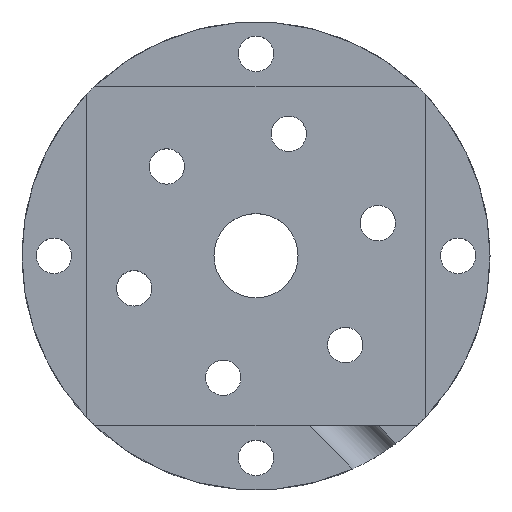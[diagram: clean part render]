
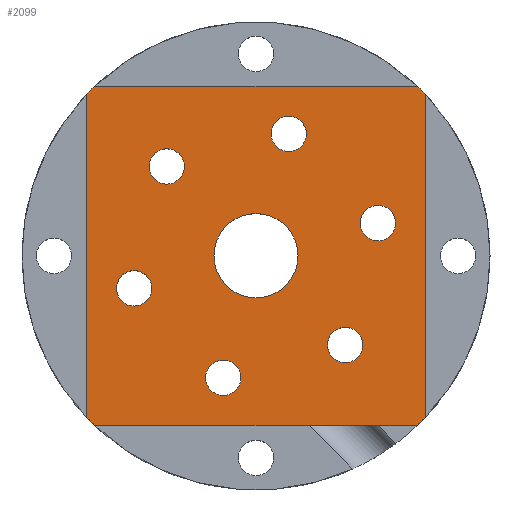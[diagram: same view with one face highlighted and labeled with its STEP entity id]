
A CAD part, top view. The second image highlights one B-rep face of the part: STEP entity #2099.
In plain terms, the highlighted planar face has unit normal (0, 0, 1).
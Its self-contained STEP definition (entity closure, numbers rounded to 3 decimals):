
#398=CARTESIAN_POINT('Vertex',(20.15,19.152,23.8)) ;
#401=CARTESIAN_POINT('Line Origine',(20.15,0.,23.8)) ;
#405=CARTESIAN_POINT('Vertex',(20.15,-19.152,23.8)) ;
#425=CARTESIAN_POINT('Line Origine',(0.,20.15,23.8)) ;
#429=CARTESIAN_POINT('Vertex',(19.152,20.15,23.8)) ;
#431=CARTESIAN_POINT('Vertex',(-19.152,20.15,23.8)) ;
#460=CARTESIAN_POINT('Vertex',(-20.15,-19.152,23.8)) ;
#463=CARTESIAN_POINT('Line Origine',(-20.15,0.,23.8)) ;
#467=CARTESIAN_POINT('Vertex',(-20.15,19.152,23.8)) ;
#504=CARTESIAN_POINT('Axis2P3D Location',(0.,0.,23.8)) ;
#509=CARTESIAN_POINT('Axis2P3D Location',(0.,0.,23.8)) ;
#850=CARTESIAN_POINT('Vertex',(5.,0.,23.8)) ;
#864=CARTESIAN_POINT('Vertex',(-5.,0.,23.8)) ;
#867=CARTESIAN_POINT('Axis2P3D Location',(0.,0.,23.8)) ;
#884=CARTESIAN_POINT('Axis2P3D Location',(0.,0.,23.8)) ;
#1953=CARTESIAN_POINT('Axis2P3D Location',(0.,0.,23.8)) ;
#1958=CARTESIAN_POINT('Axis2P3D Location',(0.,0.,23.8)) ;
#1962=CARTESIAN_POINT('Vertex',(-19.152,-20.15,23.8)) ;
#1965=CARTESIAN_POINT('Line Origine',(0.,-20.15,23.8)) ;
#1969=CARTESIAN_POINT('Vertex',(19.152,-20.15,23.8)) ;
#1972=CARTESIAN_POINT('Axis2P3D Location',(0.,0.,23.8)) ;
#1987=CARTESIAN_POINT('Axis2P3D Location',(-10.607,10.607,23.8)) ;
#1991=CARTESIAN_POINT('Vertex',(-12.707,10.607,23.8)) ;
#1993=CARTESIAN_POINT('Vertex',(-8.507,10.607,23.8)) ;
#1996=CARTESIAN_POINT('Axis2P3D Location',(-10.607,10.607,23.8)) ;
#2005=CARTESIAN_POINT('Axis2P3D Location',(10.607,-10.607,23.8)) ;
#2009=CARTESIAN_POINT('Vertex',(12.707,-10.607,23.8)) ;
#2011=CARTESIAN_POINT('Vertex',(8.507,-10.607,23.8)) ;
#2014=CARTESIAN_POINT('Axis2P3D Location',(10.607,-10.607,23.8)) ;
#2027=CARTESIAN_POINT('Axis2P3D Location',(14.489,3.882,23.8)) ;
#2031=CARTESIAN_POINT('Vertex',(15.539,5.701,23.8)) ;
#2033=CARTESIAN_POINT('Vertex',(13.439,2.064,23.8)) ;
#2036=CARTESIAN_POINT('Axis2P3D Location',(14.489,3.882,23.8)) ;
#2045=CARTESIAN_POINT('Axis2P3D Location',(3.882,14.489,23.8)) ;
#2049=CARTESIAN_POINT('Vertex',(2.832,16.308,23.8)) ;
#2051=CARTESIAN_POINT('Vertex',(4.932,12.67,23.8)) ;
#2054=CARTESIAN_POINT('Axis2P3D Location',(3.882,14.489,23.8)) ;
#2063=CARTESIAN_POINT('Axis2P3D Location',(-14.489,-3.882,23.8)) ;
#2067=CARTESIAN_POINT('Vertex',(-15.539,-5.701,23.8)) ;
#2069=CARTESIAN_POINT('Vertex',(-13.439,-2.064,23.8)) ;
#2072=CARTESIAN_POINT('Axis2P3D Location',(-14.489,-3.882,23.8)) ;
#2081=CARTESIAN_POINT('Axis2P3D Location',(-3.882,-14.489,23.8)) ;
#2085=CARTESIAN_POINT('Vertex',(-2.832,-16.308,23.8)) ;
#2087=CARTESIAN_POINT('Vertex',(-4.932,-12.67,23.8)) ;
#2090=CARTESIAN_POINT('Axis2P3D Location',(-3.882,-14.489,23.8)) ;
#402=DIRECTION('Vector Direction',(0.,1.,0.)) ;
#426=DIRECTION('Vector Direction',(1.,0.,0.)) ;
#464=DIRECTION('Vector Direction',(0.,-1.,0.)) ;
#505=DIRECTION('Axis2P3D Direction',(0.,0.,1.)) ;
#510=DIRECTION('Axis2P3D Direction',(0.,0.,1.)) ;
#868=DIRECTION('Axis2P3D Direction',(0.,0.,-1.)) ;
#885=DIRECTION('Axis2P3D Direction',(0.,0.,-1.)) ;
#1954=DIRECTION('Axis2P3D Direction',(0.,0.,1.)) ;
#1955=DIRECTION('Axis2P3D XDirection',(1.,0.,0.)) ;
#1959=DIRECTION('Axis2P3D Direction',(0.,0.,1.)) ;
#1966=DIRECTION('Vector Direction',(-1.,0.,0.)) ;
#1973=DIRECTION('Axis2P3D Direction',(0.,0.,1.)) ;
#1988=DIRECTION('Axis2P3D Direction',(0.,0.,1.)) ;
#1997=DIRECTION('Axis2P3D Direction',(0.,0.,1.)) ;
#2006=DIRECTION('Axis2P3D Direction',(0.,0.,1.)) ;
#2015=DIRECTION('Axis2P3D Direction',(0.,0.,1.)) ;
#2028=DIRECTION('Axis2P3D Direction',(0.,0.,1.)) ;
#2037=DIRECTION('Axis2P3D Direction',(0.,0.,1.)) ;
#2046=DIRECTION('Axis2P3D Direction',(0.,0.,1.)) ;
#2055=DIRECTION('Axis2P3D Direction',(0.,0.,1.)) ;
#2064=DIRECTION('Axis2P3D Direction',(0.,0.,1.)) ;
#2073=DIRECTION('Axis2P3D Direction',(0.,0.,1.)) ;
#2082=DIRECTION('Axis2P3D Direction',(0.,0.,1.)) ;
#2091=DIRECTION('Axis2P3D Direction',(0.,0.,1.)) ;
#506=AXIS2_PLACEMENT_3D('Circle Axis2P3D',#504,#505,$) ;
#511=AXIS2_PLACEMENT_3D('Circle Axis2P3D',#509,#510,$) ;
#869=AXIS2_PLACEMENT_3D('Circle Axis2P3D',#867,#868,$) ;
#886=AXIS2_PLACEMENT_3D('Circle Axis2P3D',#884,#885,$) ;
#1956=AXIS2_PLACEMENT_3D('Plane Axis2P3D',#1953,#1954,#1955) ;
#1960=AXIS2_PLACEMENT_3D('Circle Axis2P3D',#1958,#1959,$) ;
#1974=AXIS2_PLACEMENT_3D('Circle Axis2P3D',#1972,#1973,$) ;
#1989=AXIS2_PLACEMENT_3D('Circle Axis2P3D',#1987,#1988,$) ;
#1998=AXIS2_PLACEMENT_3D('Circle Axis2P3D',#1996,#1997,$) ;
#2007=AXIS2_PLACEMENT_3D('Circle Axis2P3D',#2005,#2006,$) ;
#2016=AXIS2_PLACEMENT_3D('Circle Axis2P3D',#2014,#2015,$) ;
#2029=AXIS2_PLACEMENT_3D('Circle Axis2P3D',#2027,#2028,$) ;
#2038=AXIS2_PLACEMENT_3D('Circle Axis2P3D',#2036,#2037,$) ;
#2047=AXIS2_PLACEMENT_3D('Circle Axis2P3D',#2045,#2046,$) ;
#2056=AXIS2_PLACEMENT_3D('Circle Axis2P3D',#2054,#2055,$) ;
#2065=AXIS2_PLACEMENT_3D('Circle Axis2P3D',#2063,#2064,$) ;
#2074=AXIS2_PLACEMENT_3D('Circle Axis2P3D',#2072,#2073,$) ;
#2083=AXIS2_PLACEMENT_3D('Circle Axis2P3D',#2081,#2082,$) ;
#2092=AXIS2_PLACEMENT_3D('Circle Axis2P3D',#2090,#2091,$) ;
#1978=ORIENTED_EDGE('',*,*,#1964,.T.) ;
#1979=ORIENTED_EDGE('',*,*,#1971,.T.) ;
#1980=ORIENTED_EDGE('',*,*,#1976,.T.) ;
#1981=ORIENTED_EDGE('',*,*,#407,.T.) ;
#1982=ORIENTED_EDGE('',*,*,#513,.T.) ;
#1983=ORIENTED_EDGE('',*,*,#433,.T.) ;
#1984=ORIENTED_EDGE('',*,*,#508,.T.) ;
#1985=ORIENTED_EDGE('',*,*,#469,.T.) ;
#2002=ORIENTED_EDGE('',*,*,#1995,.T.) ;
#2003=ORIENTED_EDGE('',*,*,#2000,.T.) ;
#2020=ORIENTED_EDGE('',*,*,#2013,.T.) ;
#2021=ORIENTED_EDGE('',*,*,#2018,.T.) ;
#2024=ORIENTED_EDGE('',*,*,#871,.T.) ;
#2025=ORIENTED_EDGE('',*,*,#888,.T.) ;
#2042=ORIENTED_EDGE('',*,*,#2035,.T.) ;
#2043=ORIENTED_EDGE('',*,*,#2040,.T.) ;
#2060=ORIENTED_EDGE('',*,*,#2053,.T.) ;
#2061=ORIENTED_EDGE('',*,*,#2058,.T.) ;
#2078=ORIENTED_EDGE('',*,*,#2071,.T.) ;
#2079=ORIENTED_EDGE('',*,*,#2076,.T.) ;
#2096=ORIENTED_EDGE('',*,*,#2089,.T.) ;
#2097=ORIENTED_EDGE('',*,*,#2094,.T.) ;
#2004=FACE_BOUND('',#2001,.T.) ;
#2022=FACE_BOUND('',#2019,.T.) ;
#2026=FACE_BOUND('',#2023,.T.) ;
#2044=FACE_BOUND('',#2041,.T.) ;
#2062=FACE_BOUND('',#2059,.T.) ;
#2080=FACE_BOUND('',#2077,.T.) ;
#2098=FACE_BOUND('',#2095,.T.) ;
#403=VECTOR('Line Direction',#402,1.) ;
#427=VECTOR('Line Direction',#426,1.) ;
#465=VECTOR('Line Direction',#464,1.) ;
#1967=VECTOR('Line Direction',#1966,1.) ;
#2099=ADVANCED_FACE('Corps principal',(#1986,#2004,#2022,#2026,#2044,#2062,#2080,#2098),#1957,.T.) ;
#507=CIRCLE('generated circle',#506,27.8) ;
#512=CIRCLE('generated circle',#511,27.8) ;
#870=CIRCLE('generated circle',#869,5.) ;
#887=CIRCLE('generated circle',#886,5.) ;
#1961=CIRCLE('generated circle',#1960,27.8) ;
#1975=CIRCLE('generated circle',#1974,27.8) ;
#1990=CIRCLE('generated circle',#1989,2.1) ;
#1999=CIRCLE('generated circle',#1998,2.1) ;
#2008=CIRCLE('generated circle',#2007,2.1) ;
#2017=CIRCLE('generated circle',#2016,2.1) ;
#2030=CIRCLE('generated circle',#2029,2.1) ;
#2039=CIRCLE('generated circle',#2038,2.1) ;
#2048=CIRCLE('generated circle',#2047,2.1) ;
#2057=CIRCLE('generated circle',#2056,2.1) ;
#2066=CIRCLE('generated circle',#2065,2.1) ;
#2075=CIRCLE('generated circle',#2074,2.1) ;
#2084=CIRCLE('generated circle',#2083,2.1) ;
#2093=CIRCLE('generated circle',#2092,2.1) ;
#407=EDGE_CURVE('',#406,#399,#404,.T.) ;
#433=EDGE_CURVE('',#430,#432,#428,.F.) ;
#469=EDGE_CURVE('',#468,#461,#466,.T.) ;
#508=EDGE_CURVE('',#432,#468,#507,.T.) ;
#513=EDGE_CURVE('',#399,#430,#512,.T.) ;
#871=EDGE_CURVE('',#851,#865,#870,.T.) ;
#888=EDGE_CURVE('',#865,#851,#887,.T.) ;
#1964=EDGE_CURVE('',#461,#1963,#1961,.T.) ;
#1971=EDGE_CURVE('',#1963,#1970,#1968,.F.) ;
#1976=EDGE_CURVE('',#1970,#406,#1975,.T.) ;
#1995=EDGE_CURVE('',#1992,#1994,#1990,.F.) ;
#2000=EDGE_CURVE('',#1994,#1992,#1999,.F.) ;
#2013=EDGE_CURVE('',#2010,#2012,#2008,.F.) ;
#2018=EDGE_CURVE('',#2012,#2010,#2017,.F.) ;
#2035=EDGE_CURVE('',#2032,#2034,#2030,.F.) ;
#2040=EDGE_CURVE('',#2034,#2032,#2039,.F.) ;
#2053=EDGE_CURVE('',#2050,#2052,#2048,.F.) ;
#2058=EDGE_CURVE('',#2052,#2050,#2057,.F.) ;
#2071=EDGE_CURVE('',#2068,#2070,#2066,.F.) ;
#2076=EDGE_CURVE('',#2070,#2068,#2075,.F.) ;
#2089=EDGE_CURVE('',#2086,#2088,#2084,.F.) ;
#2094=EDGE_CURVE('',#2088,#2086,#2093,.F.) ;
#1977=EDGE_LOOP('',(#1978,#1979,#1980,#1981,#1982,#1983,#1984,#1985)) ;
#2001=EDGE_LOOP('',(#2002,#2003)) ;
#2019=EDGE_LOOP('',(#2020,#2021)) ;
#2023=EDGE_LOOP('',(#2024,#2025)) ;
#2041=EDGE_LOOP('',(#2042,#2043)) ;
#2059=EDGE_LOOP('',(#2060,#2061)) ;
#2077=EDGE_LOOP('',(#2078,#2079)) ;
#2095=EDGE_LOOP('',(#2096,#2097)) ;
#1986=FACE_OUTER_BOUND('',#1977,.T.) ;
#404=LINE('Line',#401,#403) ;
#428=LINE('Line',#425,#427) ;
#466=LINE('Line',#463,#465) ;
#1968=LINE('Line',#1965,#1967) ;
#1957=PLANE('',#1956) ;
#399=VERTEX_POINT('',#398) ;
#406=VERTEX_POINT('',#405) ;
#430=VERTEX_POINT('',#429) ;
#432=VERTEX_POINT('',#431) ;
#461=VERTEX_POINT('',#460) ;
#468=VERTEX_POINT('',#467) ;
#851=VERTEX_POINT('',#850) ;
#865=VERTEX_POINT('',#864) ;
#1963=VERTEX_POINT('',#1962) ;
#1970=VERTEX_POINT('',#1969) ;
#1992=VERTEX_POINT('',#1991) ;
#1994=VERTEX_POINT('',#1993) ;
#2010=VERTEX_POINT('',#2009) ;
#2012=VERTEX_POINT('',#2011) ;
#2032=VERTEX_POINT('',#2031) ;
#2034=VERTEX_POINT('',#2033) ;
#2050=VERTEX_POINT('',#2049) ;
#2052=VERTEX_POINT('',#2051) ;
#2068=VERTEX_POINT('',#2067) ;
#2070=VERTEX_POINT('',#2069) ;
#2086=VERTEX_POINT('',#2085) ;
#2088=VERTEX_POINT('',#2087) ;
